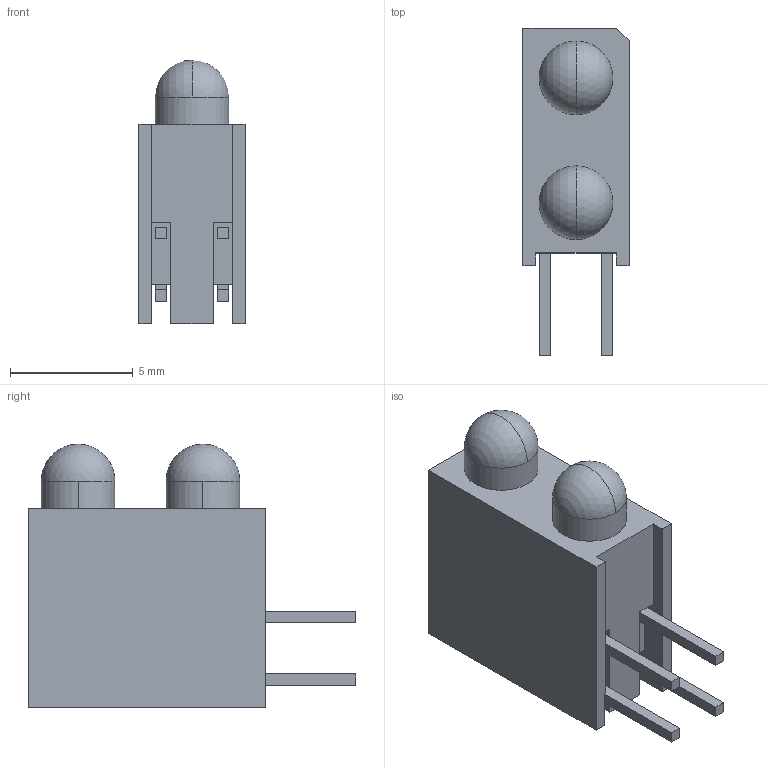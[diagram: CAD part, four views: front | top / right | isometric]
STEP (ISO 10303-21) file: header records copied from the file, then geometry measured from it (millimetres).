
FILE_DESCRIPTION (( 'STEP AP214' ), '1' );
FILE_NAME ('led_dual-90.STEP', '2020-05-15T17:20:27', ( '' ), ( '' ), 'SwSTEP 2.0', 'SolidWorks 2018', '' );
FILE_SCHEMA (( 'AUTOMOTIVE_DESIGN' ));
Length unit declared in the file: millimetre
Products named in the file (1): led_dual-90
Bounding box: 4.32 x 13.33 x 10.73 mm (x, y, z)
Volume: 335.8 mm3; surface area: 466.6 mm2
Topology: 1 solids, 1 shells, 55 faces, 146 edges, 95 vertices
Faces by surface type: plane 47, cylinder 4, sphere 4
Entity records: 2233 total; most frequent: CARTESIAN_POINT 293, ORIENTED_EDGE 284, DIRECTION 270, EDGE_CURVE 142, LINE 126, VECTOR 126, VERTEX_POINT 95, AXIS2_PLACEMENT_3D 72
